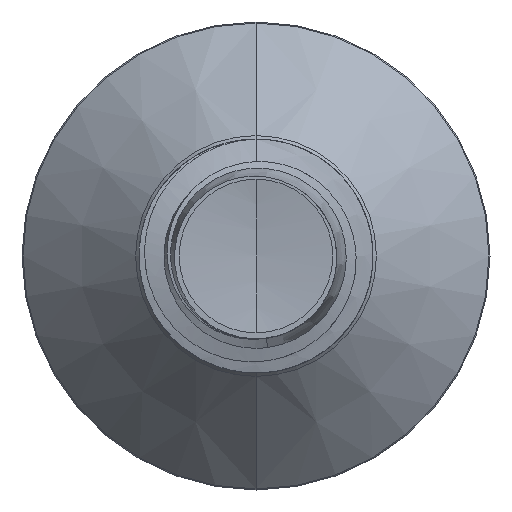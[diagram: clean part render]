
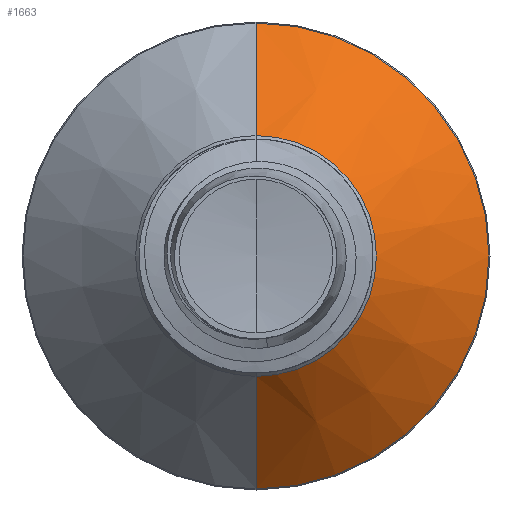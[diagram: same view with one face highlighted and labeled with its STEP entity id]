
A CAD part, front view. The second image highlights one B-rep face of the part: STEP entity #1663.
In plain terms, the highlighted conical face has half-angle 45 degrees and reference radius 3.088 mm.
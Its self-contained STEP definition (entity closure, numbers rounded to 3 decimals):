
#273 = DIRECTION ( 'NONE',  ( 0., 0., 1. ) ) ;
#1065 = DIRECTION ( 'NONE',  ( 0., 0., 1. ) ) ;
#1663 = ADVANCED_FACE ( 'NONE', ( #38497 ), #37571, .T. ) ;
#2183 = ORIENTED_EDGE ( 'NONE', *, *, #8387, .F. ) ;
#3716 = EDGE_LOOP ( 'NONE', ( #20994, #8867, #14625, #2183 ) ) ;
#3813 = DIRECTION ( 'NONE',  ( 0., 0.707, 0.707 ) ) ;
#5638 = VERTEX_POINT ( 'NONE', #10602 ) ;
#7734 = LINE ( 'NONE', #30493, #38430 ) ;
#8387 = EDGE_CURVE ( 'NONE', #29227, #29800, #7734, .T. ) ;
#8867 = ORIENTED_EDGE ( 'NONE', *, *, #29070, .T. ) ;
#10602 = CARTESIAN_POINT ( 'NONE',  ( 0., 26.624, -5.974 ) ) ;
#11609 = CARTESIAN_POINT ( 'NONE',  ( 0., 23.739, -3.089 ) ) ;
#12011 = EDGE_CURVE ( 'NONE', #29800, #5638, #38399, .T. ) ;
#12122 = VECTOR ( 'NONE', #26533, 1000. ) ;
#14267 = DIRECTION ( 'NONE',  ( 0., 1., 0. ) ) ;
#14625 = ORIENTED_EDGE ( 'NONE', *, *, #12011, .F. ) ;
#15557 = VERTEX_POINT ( 'NONE', #11609 ) ;
#17491 = AXIS2_PLACEMENT_3D ( 'NONE', #36131, #18478, #273 ) ;
#18478 = DIRECTION ( 'NONE',  ( 0., 1., 0. ) ) ;
#19073 = EDGE_CURVE ( 'NONE', #29227, #15557, #37229, .T. ) ;
#20780 = CARTESIAN_POINT ( 'NONE',  ( 0., 23.739, 3.089 ) ) ;
#20994 = ORIENTED_EDGE ( 'NONE', *, *, #19073, .T. ) ;
#23595 = CARTESIAN_POINT ( 'NONE',  ( 0., 23.739, -3.089 ) ) ;
#26533 = DIRECTION ( 'NONE',  ( 0., 0.707, -0.707 ) ) ;
#28494 = AXIS2_PLACEMENT_3D ( 'NONE', #31923, #14267, #34905 ) ;
#29070 = EDGE_CURVE ( 'NONE', #15557, #5638, #29720, .T. ) ;
#29227 = VERTEX_POINT ( 'NONE', #20780 ) ;
#29720 = LINE ( 'NONE', #23595, #12122 ) ;
#29800 = VERTEX_POINT ( 'NONE', #30915 ) ;
#30399 = DIRECTION ( 'NONE',  ( 0., 1., 0. ) ) ;
#30493 = CARTESIAN_POINT ( 'NONE',  ( 0., 23.739, 3.089 ) ) ;
#30915 = CARTESIAN_POINT ( 'NONE',  ( 0., 26.624, 5.974 ) ) ;
#31923 = CARTESIAN_POINT ( 'NONE',  ( 0., 26.624, 0. ) ) ;
#32667 = AXIS2_PLACEMENT_3D ( 'NONE', #34764, #30399, #1065 ) ;
#34764 = CARTESIAN_POINT ( 'NONE',  ( 0., 23.739, 0. ) ) ;
#34905 = DIRECTION ( 'NONE',  ( 0., 0., 1. ) ) ;
#36131 = CARTESIAN_POINT ( 'NONE',  ( 0., 23.739, 0. ) ) ;
#37229 = CIRCLE ( 'NONE', #17491, 3.089 ) ;
#37571 = CONICAL_SURFACE ( 'NONE', #32667, 3.089, 0.785 ) ;
#38399 = CIRCLE ( 'NONE', #28494, 5.974 ) ;
#38430 = VECTOR ( 'NONE', #3813, 1000. ) ;
#38497 = FACE_OUTER_BOUND ( 'NONE', #3716, .T. ) ;
